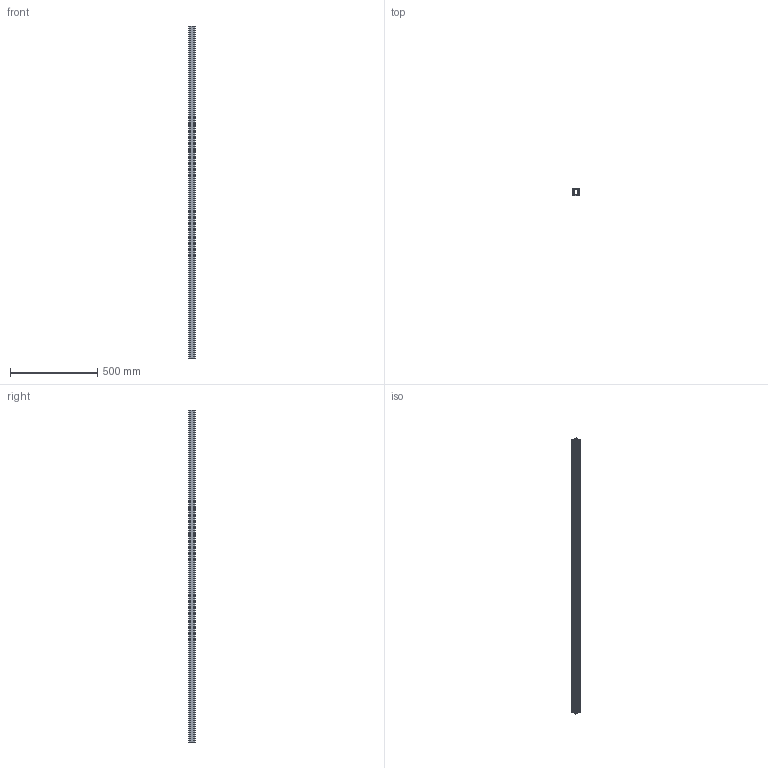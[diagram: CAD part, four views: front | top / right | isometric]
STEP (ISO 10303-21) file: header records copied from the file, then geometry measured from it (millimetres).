
FILE_DESCRIPTION(/* description */ ('STEP AP214'),/* implementation_level */ '2;1');
FILE_NAME(/* name */ 'HFSP5-4040-1900',/* time_stamp */ '2023-12-13T16:39:07+01:00',/* author */ ('License CC BY-ND 4.0'),/* organization */ ('CADENAS'),/* preprocessor_version */ 'ST-DEVELOPER v19.3',/* originating_system */ 'PARTsolutions',/* authorisation */ ' ');
FILE_SCHEMA (('AUTOMOTIVE_DESIGN {1 0 10303 214 3 1 1}'));
Length unit declared in the file: millimetre
Products named in the file (1): HFSP5-4040-1900
Bounding box: 40 x 39.2 x 1900 mm (x, y, z)
Volume: 872435.6 mm3; surface area: 922448.5 mm2
Topology: 1 solids, 1 shells, 154 faces, 456 edges, 304 vertices
Faces by surface type: plane 146, cylinder 8
Entity records: 5090 total; most frequent: CARTESIAN_POINT 915, ORIENTED_EDGE 912, DIRECTION 782, EDGE_CURVE 456, LINE 440, VECTOR 440, VERTEX_POINT 304, AXIS2_PLACEMENT_3D 171
